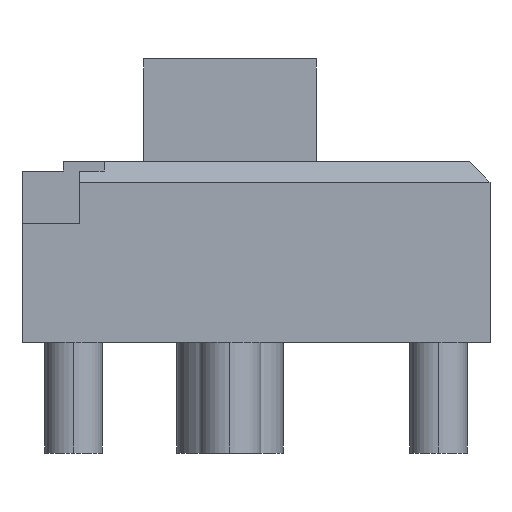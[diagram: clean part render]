
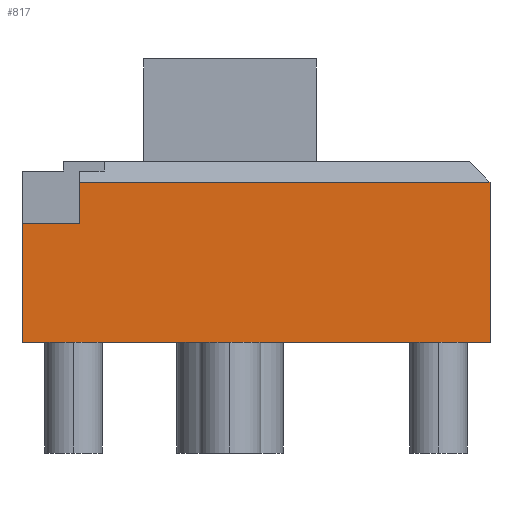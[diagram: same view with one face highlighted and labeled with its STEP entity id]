
A CAD part, left-side view. The second image highlights one B-rep face of the part: STEP entity #817.
In plain terms, the highlighted planar face has unit normal (-1, 0, 0).
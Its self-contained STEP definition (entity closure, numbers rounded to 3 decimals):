
#93 = EDGE_CURVE ( 'NONE', #1634, #523, #1175, .T. ) ;
#105 = VERTEX_POINT ( 'NONE', #673 ) ;
#108 = CARTESIAN_POINT ( 'NONE',  ( -6., -6.335, 5.6 ) ) ;
#122 = CARTESIAN_POINT ( 'NONE',  ( -6., 5.065, 5.6 ) ) ;
#152 = FACE_OUTER_BOUND ( 'NONE', #477, .T. ) ;
#162 = DIRECTION ( 'NONE',  ( 0., 0., 1. ) ) ;
#269 = VECTOR ( 'NONE', #811, 1000. ) ;
#317 = CARTESIAN_POINT ( 'NONE',  ( -6., -6.335, 6.6 ) ) ;
#333 = VECTOR ( 'NONE', #1713, 1000. ) ;
#440 = ORIENTED_EDGE ( 'NONE', *, *, #1223, .F. ) ;
#466 = VECTOR ( 'NONE', #689, 1000. ) ;
#477 = EDGE_LOOP ( 'NONE', ( #896, #1313, #1546, #1625, #440, #1200 ) ) ;
#518 = LINE ( 'NONE', #1157, #720 ) ;
#523 = VERTEX_POINT ( 'NONE', #1629 ) ;
#527 = VECTOR ( 'NONE', #1376, 1000. ) ;
#596 = LINE ( 'NONE', #776, #333 ) ;
#646 = VERTEX_POINT ( 'NONE', #122 ) ;
#673 = CARTESIAN_POINT ( 'NONE',  ( -6., 5.065, 2.7 ) ) ;
#676 = LINE ( 'NONE', #1595, #466 ) ;
#689 = DIRECTION ( 'NONE',  ( 0., 1., 0. ) ) ;
#720 = VECTOR ( 'NONE', #971, 1000. ) ;
#776 = CARTESIAN_POINT ( 'NONE',  ( -6., 5.065, 2.7 ) ) ;
#811 = DIRECTION ( 'NONE',  ( 0., -1., 0. ) ) ;
#817 = ADVANCED_FACE ( 'NONE', ( #152 ), #1893, .T. ) ;
#827 = VERTEX_POINT ( 'NONE', #1740 ) ;
#829 = CARTESIAN_POINT ( 'NONE',  ( -6., -6.335, 2.7 ) ) ;
#890 = EDGE_CURVE ( 'NONE', #105, #523, #1458, .T. ) ;
#896 = ORIENTED_EDGE ( 'NONE', *, *, #93, .F. ) ;
#926 = EDGE_CURVE ( 'NONE', #1634, #827, #676, .T. ) ;
#940 = EDGE_CURVE ( 'NONE', #827, #1360, #518, .T. ) ;
#971 = DIRECTION ( 'NONE',  ( 0., 0., -1. ) ) ;
#1002 = CARTESIAN_POINT ( 'NONE',  ( -6., -0.635, 2.7 ) ) ;
#1098 = CARTESIAN_POINT ( 'NONE',  ( -6., -6.335, 2.7 ) ) ;
#1117 = CARTESIAN_POINT ( 'NONE',  ( -6., 3.665, 5.6 ) ) ;
#1157 = CARTESIAN_POINT ( 'NONE',  ( -6., 3.665, 7.1 ) ) ;
#1175 = LINE ( 'NONE', #829, #1250 ) ;
#1200 = ORIENTED_EDGE ( 'NONE', *, *, #890, .T. ) ;
#1223 = EDGE_CURVE ( 'NONE', #105, #646, #596, .T. ) ;
#1250 = VECTOR ( 'NONE', #1968, 1000. ) ;
#1313 = ORIENTED_EDGE ( 'NONE', *, *, #926, .T. ) ;
#1360 = VERTEX_POINT ( 'NONE', #1117 ) ;
#1376 = DIRECTION ( 'NONE',  ( 0., 1., 0. ) ) ;
#1458 = LINE ( 'NONE', #1002, #269 ) ;
#1546 = ORIENTED_EDGE ( 'NONE', *, *, #940, .T. ) ;
#1595 = CARTESIAN_POINT ( 'NONE',  ( -6., -6.335, 6.6 ) ) ;
#1625 = ORIENTED_EDGE ( 'NONE', *, *, #1959, .T. ) ;
#1629 = CARTESIAN_POINT ( 'NONE',  ( -6., -6.335, 2.7 ) ) ;
#1634 = VERTEX_POINT ( 'NONE', #317 ) ;
#1713 = DIRECTION ( 'NONE',  ( 0., 0., 1. ) ) ;
#1733 = DIRECTION ( 'NONE',  ( -1., 0., 0. ) ) ;
#1740 = CARTESIAN_POINT ( 'NONE',  ( -6., 3.665, 6.6 ) ) ;
#1859 = LINE ( 'NONE', #108, #527 ) ;
#1887 = AXIS2_PLACEMENT_3D ( 'NONE', #1098, #1733, #162 ) ;
#1893 = PLANE ( 'NONE',  #1887 ) ;
#1959 = EDGE_CURVE ( 'NONE', #1360, #646, #1859, .T. ) ;
#1968 = DIRECTION ( 'NONE',  ( 0., 0., -1. ) ) ;
